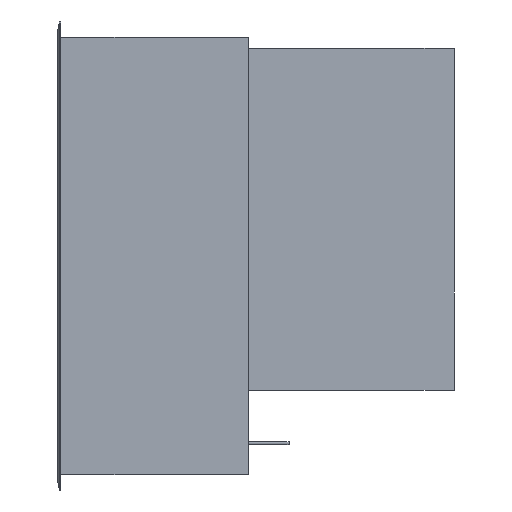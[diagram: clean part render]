
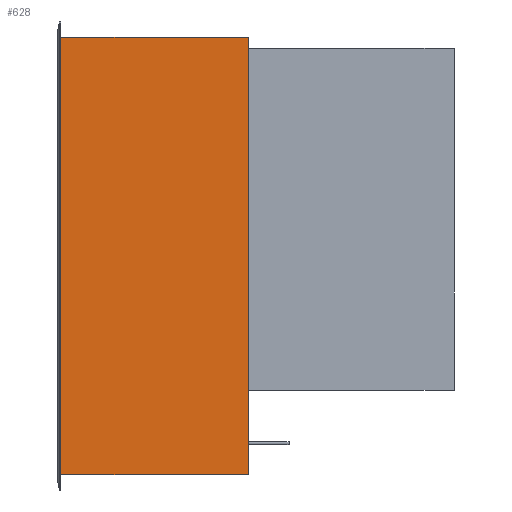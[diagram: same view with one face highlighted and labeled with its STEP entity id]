
A CAD part, left-side view. The second image highlights one B-rep face of the part: STEP entity #628.
In plain terms, the highlighted planar face has unit normal (-1, 0, 0).
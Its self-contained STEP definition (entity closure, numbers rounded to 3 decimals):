
#69=FACE_OUTER_BOUND('',#108,.T.);
#108=EDGE_LOOP('',(#537,#538,#539,#540));
#171=LINE('',#1011,#242);
#181=LINE('',#1033,#252);
#182=LINE('',#1036,#253);
#183=LINE('',#1037,#254);
#242=VECTOR('',#827,10.);
#252=VECTOR('',#855,10.);
#253=VECTOR('',#858,10.);
#254=VECTOR('',#859,10.);
#305=VERTEX_POINT('',#1004);
#308=VERTEX_POINT('',#1009);
#310=VERTEX_POINT('',#1029);
#312=VERTEX_POINT('',#1035);
#381=EDGE_CURVE('',#308,#305,#171,.T.);
#391=EDGE_CURVE('',#310,#305,#181,.T.);
#392=EDGE_CURVE('',#312,#310,#182,.T.);
#393=EDGE_CURVE('',#312,#308,#183,.T.);
#537=ORIENTED_EDGE('',*,*,#392,.T.);
#538=ORIENTED_EDGE('',*,*,#391,.T.);
#539=ORIENTED_EDGE('',*,*,#381,.F.);
#540=ORIENTED_EDGE('',*,*,#393,.F.);
#592=PLANE('',#696);
#628=ADVANCED_FACE('',(#69),#592,.T.);
#696=AXIS2_PLACEMENT_3D('',#1034,#856,#857);
#827=DIRECTION('',(0.,0.,1.));
#855=DIRECTION('',(0.,1.,0.));
#856=DIRECTION('center_axis',(-1.,0.,0.));
#857=DIRECTION('ref_axis',(0.,0.,1.));
#858=DIRECTION('',(0.,0.,1.));
#859=DIRECTION('',(0.,1.,0.));
#1004=CARTESIAN_POINT('',(-1008.5,256.2,298.));
#1009=CARTESIAN_POINT('',(-1008.5,256.2,-298.));
#1011=CARTESIAN_POINT('',(-1008.5,256.2,-298.));
#1029=CARTESIAN_POINT('',(-1008.5,0.,298.));
#1033=CARTESIAN_POINT('',(-1008.5,0.,298.));
#1034=CARTESIAN_POINT('Origin',(-1008.5,0.,-298.));
#1035=CARTESIAN_POINT('',(-1008.5,0.,-298.));
#1036=CARTESIAN_POINT('',(-1008.5,0.,-298.));
#1037=CARTESIAN_POINT('',(-1008.5,0.,-298.));
